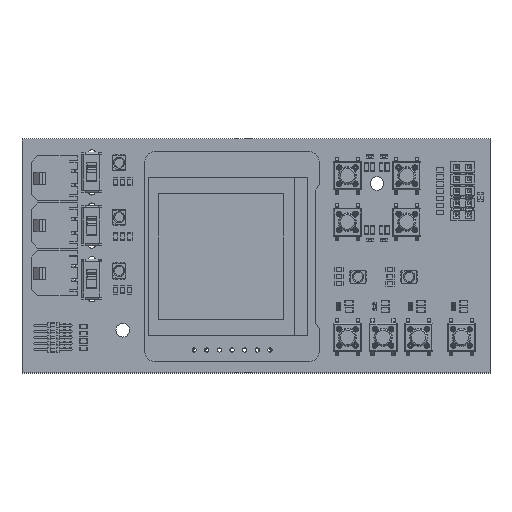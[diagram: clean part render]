
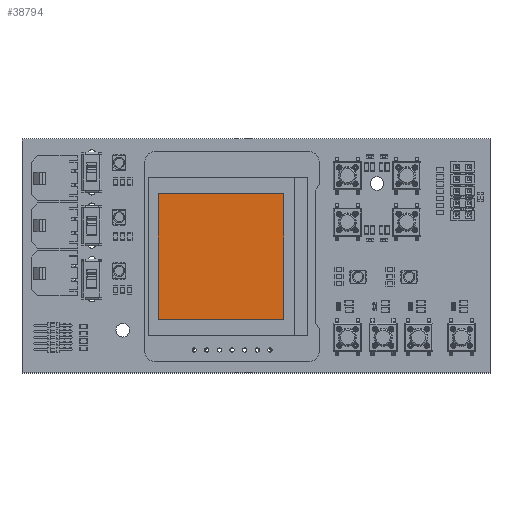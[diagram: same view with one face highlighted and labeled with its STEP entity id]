
A CAD part, top view. The second image highlights one B-rep face of the part: STEP entity #38794.
In plain terms, the highlighted planar face has unit normal (0, 0, 1).
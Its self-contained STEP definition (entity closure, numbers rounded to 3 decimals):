
#38704 = VERTEX_POINT('',#38705);
#38705 = CARTESIAN_POINT('',(13.425,-15.8,2.198));
#38711 = EDGE_CURVE('',#38704,#38712,#38714,.T.);
#38712 = VERTEX_POINT('',#38713);
#38713 = CARTESIAN_POINT('',(13.425,11.05,2.198));
#38714 = LINE('',#38715,#38716);
#38715 = CARTESIAN_POINT('',(13.425,-15.8,2.198));
#38716 = VECTOR('',#38717,1.);
#38717 = DIRECTION('',(0.,1.,0.));
#38735 = VERTEX_POINT('',#38736);
#38736 = CARTESIAN_POINT('',(-13.425,-15.8,2.198));
#38742 = EDGE_CURVE('',#38735,#38704,#38743,.T.);
#38743 = LINE('',#38744,#38745);
#38744 = CARTESIAN_POINT('',(-13.425,-15.8,2.198));
#38745 = VECTOR('',#38746,1.);
#38746 = DIRECTION('',(1.,0.,0.));
#38759 = VERTEX_POINT('',#38760);
#38760 = CARTESIAN_POINT('',(-13.425,11.05,2.198));
#38766 = EDGE_CURVE('',#38759,#38735,#38767,.T.);
#38767 = LINE('',#38768,#38769);
#38768 = CARTESIAN_POINT('',(-13.425,11.05,2.198));
#38769 = VECTOR('',#38770,1.);
#38770 = DIRECTION('',(0.,-1.,0.));
#38783 = EDGE_CURVE('',#38712,#38759,#38784,.T.);
#38784 = LINE('',#38785,#38786);
#38785 = CARTESIAN_POINT('',(13.425,11.05,2.198));
#38786 = VECTOR('',#38787,1.);
#38787 = DIRECTION('',(-1.,0.,0.));
#38794 = ADVANCED_FACE('',(#38795),#38801,.T.);
#38795 = FACE_BOUND('',#38796,.F.);
#38796 = EDGE_LOOP('',(#38797,#38798,#38799,#38800));
#38797 = ORIENTED_EDGE('',*,*,#38711,.F.);
#38798 = ORIENTED_EDGE('',*,*,#38742,.F.);
#38799 = ORIENTED_EDGE('',*,*,#38766,.F.);
#38800 = ORIENTED_EDGE('',*,*,#38783,.F.);
#38801 = PLANE('',#38802);
#38802 = AXIS2_PLACEMENT_3D('',#38803,#38804,#38805);
#38803 = CARTESIAN_POINT('',(0.,22.383,2.198));
#38804 = DIRECTION('',(0.,0.,1.));
#38805 = DIRECTION('',(-1.,0.,0.));
